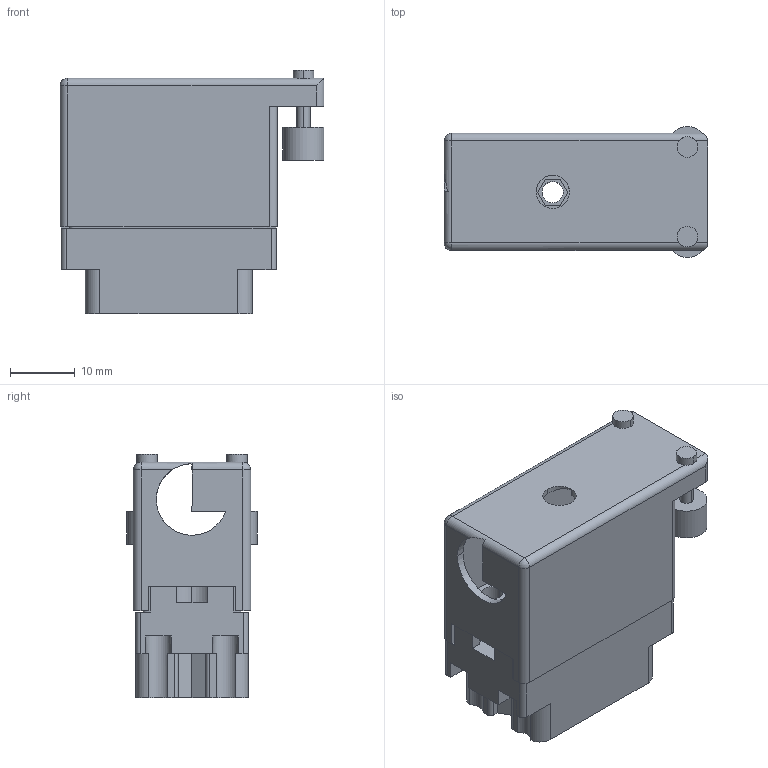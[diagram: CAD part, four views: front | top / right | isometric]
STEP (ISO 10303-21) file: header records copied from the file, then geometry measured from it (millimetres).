
FILE_DESCRIPTION (( 'STEP AP203' ), '1' );
FILE_NAME ('516-020-000-120.STEP', '2020-03-09T12:10:35', ( '' ), ( '' ), 'SwSTEP 2.0', 'SolidWorks 2016', '' );
FILE_SCHEMA (( 'CONFIG_CONTROL_DESIGN' ));
Length unit declared in the file: inch
Products named in the file (3): 516-230-001_Plastic - 020 Side Entry; 516-020-000-120; 516 Plug Insulator_020
Assembly tree (2 placements, depth 2):
  516-020-000-120
    516 Plug Insulator_020
    516-230-001_Plastic - 020 Side Entry
Bounding box: 40.87 x 20.24 x 37.77 mm (x, y, z)
Volume: 8122.8 mm3; surface area: 13087.5 mm2
Topology: 2 solids, 2 shells, 680 faces, 1998 edges, 1325 vertices
Faces by surface type: plane 468, cylinder 208, cone 2, sphere 2
Entity records: 23086 total; most frequent: CARTESIAN_POINT 4071, ORIENTED_EDGE 3992, DIRECTION 3871, EDGE_CURVE 1996, LINE 1473, VECTOR 1473, VERTEX_POINT 1325, AXIS2_PLACEMENT_3D 1199
